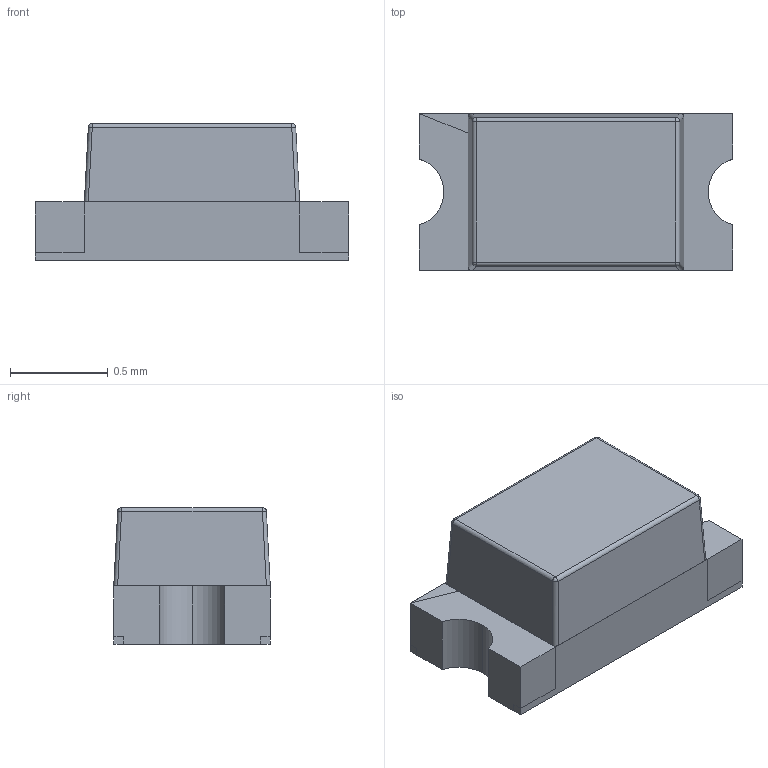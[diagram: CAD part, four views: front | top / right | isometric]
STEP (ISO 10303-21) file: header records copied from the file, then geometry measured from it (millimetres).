
FILE_DESCRIPTION (( 'STEP AP214' ), '1' );
FILE_NAME ('150060AS75000.STEP', '2023-12-22T15:22:15', ( '' ), ( '' ), 'SwSTEP 2.0', 'SolidWorks 2024', '' );
FILE_SCHEMA (( 'AUTOMOTIVE_DESIGN' ));
Length unit declared in the file: millimetre
Products named in the file (5): base; Polarity Mark; housing; 150060AS75000; cover
Assembly tree (5 placements, depth 2):
  150060AS75000
    housing
    cover
    base  x2
    Polarity Mark
Bounding box: 1.6 x 0.8 x 0.7 mm (x, y, z)
Volume: 0.7 mm3; surface area: 8.9 mm2
Topology: 5 solids, 5 shells, 76 faces, 178 edges, 113 vertices
Faces by surface type: plane 60, cylinder 12, bspline 4
Entity records: 2571 total; most frequent: CARTESIAN_POINT 380, ORIENTED_EDGE 282, DIRECTION 280, EDGE_CURVE 141, LINE 118, VECTOR 118, VERTEX_POINT 89, AXIS2_PLACEMENT_3D 81
